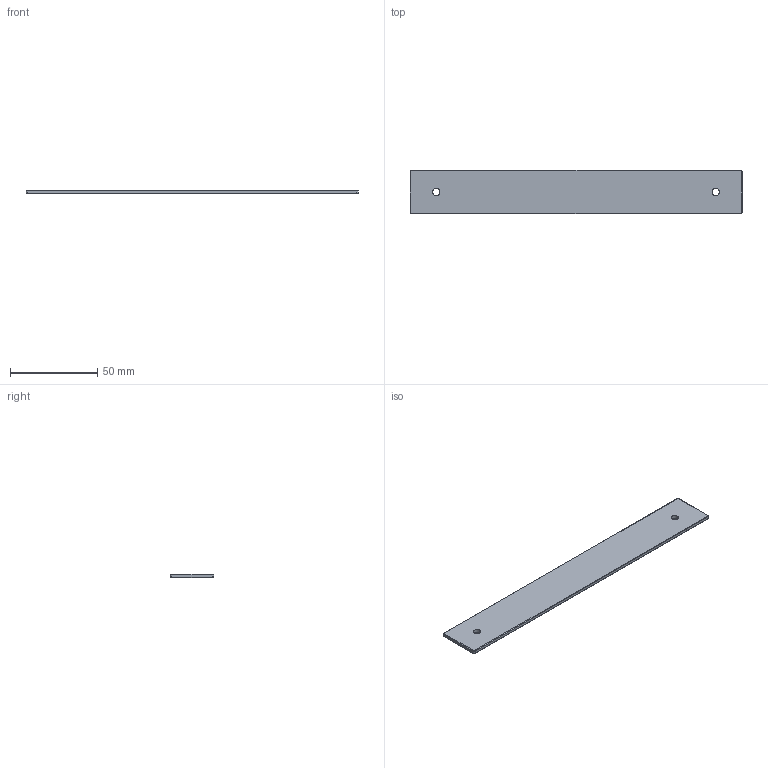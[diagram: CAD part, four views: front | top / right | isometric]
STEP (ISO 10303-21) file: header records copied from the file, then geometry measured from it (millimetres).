
FILE_DESCRIPTION(('Creo Elements/Direct Modeling STEP Export'),'2;1');
FILE_NAME('2491_190.stp','2020-02-14T 9:15:48',(''),(''),'Creo Elements/Direct Modeling STEP processor for AP214 (Solid Model)','Creo Elements/Direct Modeling 20.0 12-Nov-2016 (C) Parametric Technology GmbH','');
FILE_SCHEMA(('AUTOMOTIVE_DESIGN { 1 0 10303 214 1 1 1 1 }'));
Length unit declared in the file: millimetre
Products named in the file (2): DIV-10924.1
Assembly tree (1 placements, depth 2):
  DIV-10924.1
    DIV-10924.1
Bounding box: 190 x 25 x 2 mm (x, y, z)
Volume: 9426.3 mm3; surface area: 10241.8 mm2
Topology: 1 solids, 1 shells, 30 faces, 68 edges, 40 vertices
Faces by surface type: cylinder 16, torus 8, plane 6
Entity records: 877 total; most frequent: DIRECTION 164, CARTESIAN_POINT 136, ORIENTED_EDGE 136, AXIS2_PLACEMENT_3D 68, EDGE_CURVE 68, VERTEX_POINT 40, CIRCLE 36, EDGE_LOOP 34
